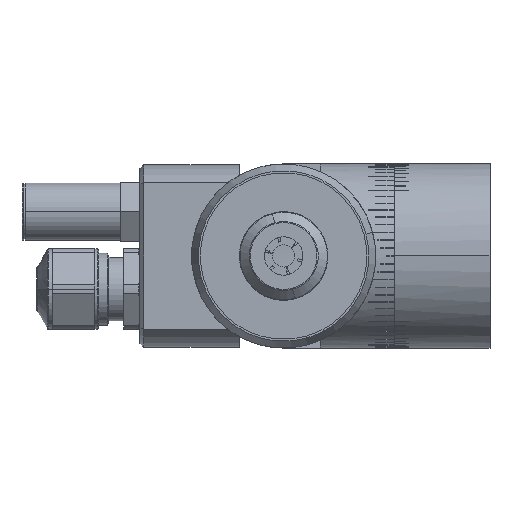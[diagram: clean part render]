
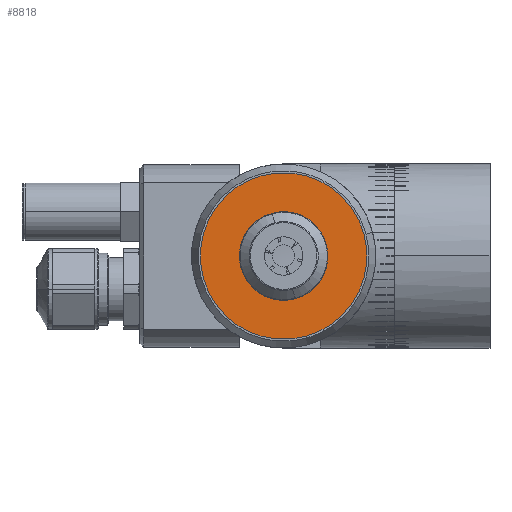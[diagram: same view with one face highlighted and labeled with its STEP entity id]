
A CAD part, left-side view. The second image highlights one B-rep face of the part: STEP entity #8818.
In plain terms, the highlighted planar face has unit normal (-1, 0, 0).
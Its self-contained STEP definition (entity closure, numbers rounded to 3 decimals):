
#1665 = CARTESIAN_POINT ( 'NONE',  ( -71., 0., 0. ) ) ;
#2348 = PLANE ( 'NONE',  #2352 ) ;
#2352 = AXIS2_PLACEMENT_3D ( 'NONE', #2509, #2508, #2489 ) ;
#2486 = FACE_BOUND ( 'NONE', #8838, .T. ) ;
#2487 = AXIS2_PLACEMENT_3D ( 'NONE', #1665, #2667, #2668 ) ;
#2488 = CIRCLE ( 'NONE', #2487, 5.3 ) ;
#2489 = DIRECTION ( 'NONE',  ( 0., -0.259, -0.966 ) ) ;
#2508 = DIRECTION ( 'NONE',  ( -1., 0., 0. ) ) ;
#2509 = CARTESIAN_POINT ( 'NONE',  ( -71., 0., 0. ) ) ;
#2531 = CIRCLE ( 'NONE', #2574, 5.3 ) ;
#2559 = FACE_OUTER_BOUND ( 'NONE', #8910, .T. ) ;
#2566 = DIRECTION ( 'NONE',  ( 0., -0.259, -0.966 ) ) ;
#2567 = DIRECTION ( 'NONE',  ( -1., 0., 0. ) ) ;
#2568 = AXIS2_PLACEMENT_3D ( 'NONE', #2580, #2567, #2566 ) ;
#2569 = CIRCLE ( 'NONE', #2568, 11.3 ) ;
#2571 = DIRECTION ( 'NONE',  ( 0., -0.259, -0.966 ) ) ;
#2572 = DIRECTION ( 'NONE',  ( -1., 0., 0. ) ) ;
#2573 = CARTESIAN_POINT ( 'NONE',  ( -71., 0., 0. ) ) ;
#2574 = AXIS2_PLACEMENT_3D ( 'NONE', #2573, #2572, #2571 ) ;
#2580 = CARTESIAN_POINT ( 'NONE',  ( -71., 0., 0. ) ) ;
#2667 = DIRECTION ( 'NONE',  ( -1., 0., 0. ) ) ;
#2668 = DIRECTION ( 'NONE',  ( 0., -0.259, -0.966 ) ) ;
#2676 = DIRECTION ( 'NONE',  ( -1., 0., 0. ) ) ;
#2678 = CIRCLE ( 'NONE', #2794, 11.3 ) ;
#2729 = CARTESIAN_POINT ( 'NONE',  ( -71., 2.925, 10.915 ) ) ;
#2785 = DIRECTION ( 'NONE',  ( 0., -0.259, -0.966 ) ) ;
#2790 = CARTESIAN_POINT ( 'NONE',  ( -71., 0., 0. ) ) ;
#2794 = AXIS2_PLACEMENT_3D ( 'NONE', #2790, #2676, #2785 ) ;
#2853 = CARTESIAN_POINT ( 'NONE',  ( -71., -1.372, -5.119 ) ) ;
#2863 = CARTESIAN_POINT ( 'NONE',  ( -71., 1.372, 5.119 ) ) ;
#2869 = CARTESIAN_POINT ( 'NONE',  ( -71., -2.925, -10.915 ) ) ;
#8732 = EDGE_CURVE ( 'NONE', #8872, #8882, #2531, .T. ) ;
#8734 = EDGE_CURVE ( 'NONE', #8867, #8876, #2569, .T. ) ;
#8818 = ADVANCED_FACE ( 'NONE', ( #2559, #2486 ), #2348, .T. ) ;
#8819 = EDGE_CURVE ( 'NONE', #8882, #8872, #2488, .T. ) ;
#8821 = ORIENTED_EDGE ( 'NONE', *, *, #8732, .F. ) ;
#8823 = ORIENTED_EDGE ( 'NONE', *, *, #8819, .F. ) ;
#8838 = EDGE_LOOP ( 'NONE', ( #8821, #8823 ) ) ;
#8867 = VERTEX_POINT ( 'NONE', #2729 ) ;
#8872 = VERTEX_POINT ( 'NONE', #2863 ) ;
#8876 = VERTEX_POINT ( 'NONE', #2869 ) ;
#8882 = VERTEX_POINT ( 'NONE', #2853 ) ;
#8888 = ORIENTED_EDGE ( 'NONE', *, *, #8895, .T. ) ;
#8895 = EDGE_CURVE ( 'NONE', #8876, #8867, #2678, .T. ) ;
#8908 = ORIENTED_EDGE ( 'NONE', *, *, #8734, .T. ) ;
#8910 = EDGE_LOOP ( 'NONE', ( #8908, #8888 ) ) ;
